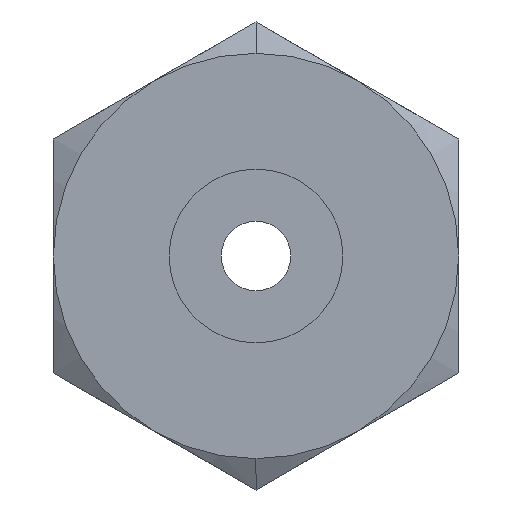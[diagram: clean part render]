
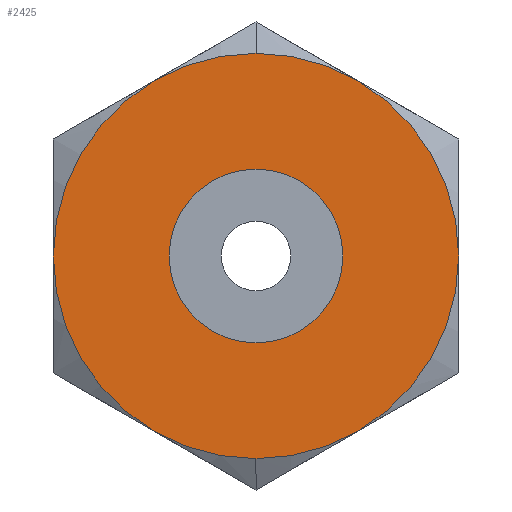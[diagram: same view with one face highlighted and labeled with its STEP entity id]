
A CAD part, left-side view. The second image highlights one B-rep face of the part: STEP entity #2425.
In plain terms, the highlighted planar face has unit normal (-1, 0, 0).
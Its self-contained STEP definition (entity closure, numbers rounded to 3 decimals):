
#106 = VERTEX_POINT ( 'NONE', #5083 ) ;
#316 = CARTESIAN_POINT ( 'NONE',  ( 0., 0., -3. ) ) ;
#318 = DIRECTION ( 'NONE',  ( 0., 0., -1. ) ) ;
#927 = CARTESIAN_POINT ( 'NONE',  ( 0., 0., 0. ) ) ;
#945 = CIRCLE ( 'NONE', #2486, 7. ) ;
#965 = DIRECTION ( 'NONE',  ( 1., 0., 0. ) ) ;
#994 = VERTEX_POINT ( 'NONE', #6799 ) ;
#1074 = EDGE_CURVE ( 'NONE', #994, #2428, #2612, .T. ) ;
#1159 = EDGE_LOOP ( 'NONE', ( #1160, #4544 ) ) ;
#1160 = ORIENTED_EDGE ( 'NONE', *, *, #6379, .F. ) ;
#1306 = AXIS2_PLACEMENT_3D ( 'NONE', #927, #965, #318 ) ;
#1669 = ORIENTED_EDGE ( 'NONE', *, *, #3418, .T. ) ;
#1705 = CARTESIAN_POINT ( 'NONE',  ( 0., 0., 0. ) ) ;
#2250 = CARTESIAN_POINT ( 'NONE',  ( 0., 0., 0. ) ) ;
#2425 = ADVANCED_FACE ( 'NONE', ( #4118, #2803 ), #8203, .T. ) ;
#2428 = VERTEX_POINT ( 'NONE', #8246 ) ;
#2486 = AXIS2_PLACEMENT_3D ( 'NONE', #7646, #2914, #5616 ) ;
#2612 = CIRCLE ( 'NONE', #5260, 7. ) ;
#2803 = FACE_OUTER_BOUND ( 'NONE', #1159, .T. ) ;
#2914 = DIRECTION ( 'NONE',  ( 1., 0., 0. ) ) ;
#3133 = AXIS2_PLACEMENT_3D ( 'NONE', #1705, #6388, #7258 ) ;
#3226 = EDGE_LOOP ( 'NONE', ( #1669, #3570 ) ) ;
#3418 = EDGE_CURVE ( 'NONE', #6709, #106, #5775, .T. ) ;
#3570 = ORIENTED_EDGE ( 'NONE', *, *, #3785, .T. ) ;
#3785 = EDGE_CURVE ( 'NONE', #106, #6709, #7332, .T. ) ;
#4118 = FACE_BOUND ( 'NONE', #3226, .T. ) ;
#4544 = ORIENTED_EDGE ( 'NONE', *, *, #1074, .F. ) ;
#5083 = CARTESIAN_POINT ( 'NONE',  ( 0., 0., 3. ) ) ;
#5260 = AXIS2_PLACEMENT_3D ( 'NONE', #2250, #5567, #8168 ) ;
#5567 = DIRECTION ( 'NONE',  ( 1., 0., 0. ) ) ;
#5616 = DIRECTION ( 'NONE',  ( 0., 0., 1. ) ) ;
#5775 = CIRCLE ( 'NONE', #1306, 3. ) ;
#6123 = CARTESIAN_POINT ( 'NONE',  ( 0., 0., 3.5 ) ) ;
#6160 = DIRECTION ( 'NONE',  ( -1., 0., 0. ) ) ;
#6379 = EDGE_CURVE ( 'NONE', #2428, #994, #945, .T. ) ;
#6388 = DIRECTION ( 'NONE',  ( 1., 0., 0. ) ) ;
#6709 = VERTEX_POINT ( 'NONE', #316 ) ;
#6799 = CARTESIAN_POINT ( 'NONE',  ( 0., 0., -7. ) ) ;
#7258 = DIRECTION ( 'NONE',  ( 0., 0., 1. ) ) ;
#7332 = CIRCLE ( 'NONE', #3133, 3. ) ;
#7530 = DIRECTION ( 'NONE',  ( 0., 0., 1. ) ) ;
#7646 = CARTESIAN_POINT ( 'NONE',  ( 0., 0., 0. ) ) ;
#8168 = DIRECTION ( 'NONE',  ( 0., 0., -1. ) ) ;
#8203 = PLANE ( 'NONE',  #8656 ) ;
#8246 = CARTESIAN_POINT ( 'NONE',  ( 0., 0., 7. ) ) ;
#8656 = AXIS2_PLACEMENT_3D ( 'NONE', #6123, #6160, #7530 ) ;
